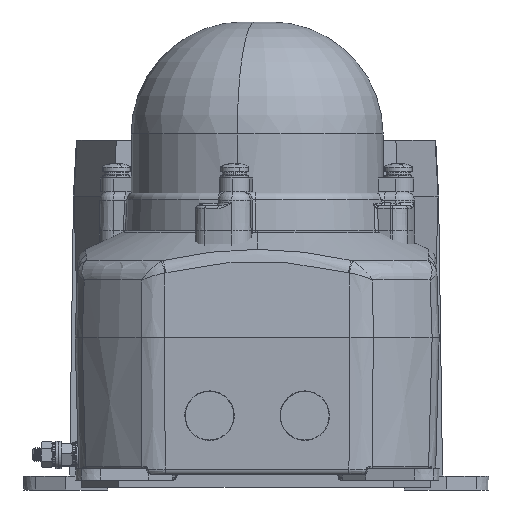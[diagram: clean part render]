
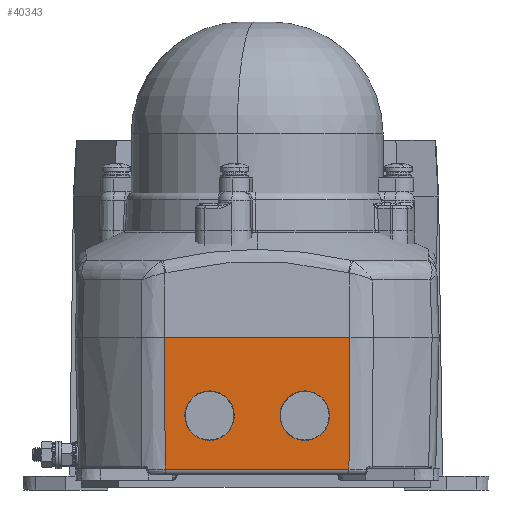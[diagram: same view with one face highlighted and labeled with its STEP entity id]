
A CAD part, front view. The second image highlights one B-rep face of the part: STEP entity #40343.
In plain terms, the highlighted planar face has unit normal (0, -1, -0.026).
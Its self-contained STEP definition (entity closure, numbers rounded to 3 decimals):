
#845 = DIRECTION ( 'NONE',  ( 0., 0.026, -1. ) ) ;
#1117 = B_SPLINE_CURVE_WITH_KNOTS ( 'NONE', 3,
 ( #67551, #17263, #39626, #62044 ),
 .UNSPECIFIED., .F., .F.,
 ( 4, 4 ),
 ( 0.002, 0.049 ),
 .UNSPECIFIED. ) ;
#1840 = CARTESIAN_POINT ( 'NONE',  ( 57.869, -41.983, -31.185 ) ) ;
#2972 = CARTESIAN_POINT ( 'NONE',  ( 23.869, -41.521, -48.833 ) ) ;
#4463 =( BOUNDED_CURVE ( )  B_SPLINE_CURVE ( 3, ( #11005, #33400, #55832, #5420 ),
 .UNSPECIFIED., .F., .F. ) 
 B_SPLINE_CURVE_WITH_KNOTS ( ( 4, 4 ),
 ( 3.142, 6.283 ),
 .UNSPECIFIED. ) 
 CURVE ( )  GEOMETRIC_REPRESENTATION_ITEM ( )  RATIONAL_B_SPLINE_CURVE ( ( 1., 0.333, 0.333, 1. ) ) 
 REPRESENTATION_ITEM ( '' )  );
#5194 = VERTEX_POINT ( 'NONE', #56755 ) ;
#5420 = CARTESIAN_POINT ( 'NONE',  ( 57.869, -41.983, -31.185 ) ) ;
#6567 = EDGE_CURVE ( 'NONE', #72401, #51892, #7230, .T. ) ;
#7230 = B_SPLINE_CURVE_WITH_KNOTS ( 'NONE', 3,
 ( #23381, #45760, #68161, #17875 ),
 .UNSPECIFIED., .F., .F.,
 ( 4, 4 ),
 ( 0., 0.047 ),
 .UNSPECIFIED. ) ;
#8545 = CARTESIAN_POINT ( 'NONE',  ( 23.869, -41.983, -31.185 ) ) ;
#11005 = CARTESIAN_POINT ( 'NONE',  ( 57.869, -41.521, -48.833 ) ) ;
#11549 = CARTESIAN_POINT ( 'NONE',  ( 73.663, -41.253, -59.07 ) ) ;
#11769 = ORIENTED_EDGE ( 'NONE', *, *, #56057, .F. ) ;
#11895 = DIRECTION ( 'NONE',  ( 1., 0., 0. ) ) ;
#12261 = CARTESIAN_POINT ( 'NONE',  ( 40.221, -41.983, -31.185 ) ) ;
#12515 = ORIENTED_EDGE ( 'NONE', *, *, #69741, .F. ) ;
#12769 = CARTESIAN_POINT ( 'NONE',  ( 8.074, -41.253, -59.07 ) ) ;
#15569 = CARTESIAN_POINT ( 'NONE',  ( 73.647, -41.253, -59.07 ) ) ;
#16318 = CARTESIAN_POINT ( 'NONE',  ( 41.516, -41.983, -31.185 ) ) ;
#17121 = FACE_OUTER_BOUND ( 'NONE', #25869, .T. ) ;
#17263 = CARTESIAN_POINT ( 'NONE',  ( 73.788, -41.664, -43.385 ) ) ;
#17875 = CARTESIAN_POINT ( 'NONE',  ( 8.074, -41.253, -59.07 ) ) ;
#20031 = EDGE_CURVE ( 'NONE', #51892, #66928, #65816, .T. ) ;
#20476 = ORIENTED_EDGE ( 'NONE', *, *, #64113, .F. ) ;
#21820 = ORIENTED_EDGE ( 'NONE', *, *, #20031, .T. ) ;
#23381 = CARTESIAN_POINT ( 'NONE',  ( 7.701, -42.485, -12.017 ) ) ;
#23416 = VECTOR ( 'NONE', #37931, 1000. ) ;
#25869 = EDGE_LOOP ( 'NONE', ( #40180, #21820, #56475, #20476 ) ) ;
#28739 = CARTESIAN_POINT ( 'NONE',  ( 57.869, -41.521, -48.833 ) ) ;
#28862 = CARTESIAN_POINT ( 'NONE',  ( 3.452, -42.485, -12.017 ) ) ;
#29134 = AXIS2_PLACEMENT_3D ( 'NONE', #28862, #51261, #845 ) ;
#29747 = ORIENTED_EDGE ( 'NONE', *, *, #57122, .F. ) ;
#30247 = EDGE_LOOP ( 'NONE', ( #29747, #40173 ) ) ;
#30545 = VERTEX_POINT ( 'NONE', #28739 ) ;
#30961 =( BOUNDED_CURVE ( )  B_SPLINE_CURVE ( 3, ( #44176, #66585, #16318, #38681 ),
 .UNSPECIFIED., .F., .F. ) 
 B_SPLINE_CURVE_WITH_KNOTS ( ( 4, 4 ),
 ( 3.142, 6.283 ),
 .UNSPECIFIED. ) 
 CURVE ( )  GEOMETRIC_REPRESENTATION_ITEM ( )  RATIONAL_B_SPLINE_CURVE ( ( 1., 0.333, 0.333, 1. ) ) 
 REPRESENTATION_ITEM ( '' )  );
#30995 = CARTESIAN_POINT ( 'NONE',  ( 6.221, -41.983, -31.185 ) ) ;
#33400 = CARTESIAN_POINT ( 'NONE',  ( 75.516, -41.521, -48.833 ) ) ;
#34652 = CARTESIAN_POINT ( 'NONE',  ( 40.221, -41.521, -48.833 ) ) ;
#37832 = CARTESIAN_POINT ( 'NONE',  ( 23.869, -41.983, -31.185 ) ) ;
#37931 = DIRECTION ( 'NONE',  ( 1., 0., 0. ) ) ;
#38681 = CARTESIAN_POINT ( 'NONE',  ( 23.869, -41.983, -31.185 ) ) ;
#39481 = PLANE ( 'NONE',  #29134 ) ;
#39626 = CARTESIAN_POINT ( 'NONE',  ( 73.913, -42.075, -27.701 ) ) ;
#39765 = LINE ( 'NONE', #62185, #46652 ) ;
#40173 = ORIENTED_EDGE ( 'NONE', *, *, #46163, .F. ) ;
#40180 = ORIENTED_EDGE ( 'NONE', *, *, #6567, .T. ) ;
#40343 = ADVANCED_FACE ( 'NONE', ( #45013, #67410, #17121 ), #39481, .T. ) ;
#40788 =( BOUNDED_CURVE ( )  B_SPLINE_CURVE ( 3, ( #62537, #12261, #34652, #57089 ),
 .UNSPECIFIED., .F., .F. ) 
 B_SPLINE_CURVE_WITH_KNOTS ( ( 4, 4 ),
 ( 0., 3.142 ),
 .UNSPECIFIED. ) 
 CURVE ( )  GEOMETRIC_REPRESENTATION_ITEM ( )  RATIONAL_B_SPLINE_CURVE ( ( 1., 0.333, 0.333, 1. ) ) 
 REPRESENTATION_ITEM ( '' )  );
#44176 = CARTESIAN_POINT ( 'NONE',  ( 23.869, -41.521, -48.833 ) ) ;
#45013 = FACE_BOUND ( 'NONE', #56128, .T. ) ;
#45760 = CARTESIAN_POINT ( 'NONE',  ( 7.825, -42.075, -27.701 ) ) ;
#46163 = EDGE_CURVE ( 'NONE', #30545, #58367, #4463, .T. ) ;
#46652 = VECTOR ( 'NONE', #11895, 1000. ) ;
#48447 = VERTEX_POINT ( 'NONE', #37832 ) ;
#48583 = EDGE_CURVE ( 'NONE', #66928, #5194, #1117, .T. ) ;
#48662 = CARTESIAN_POINT ( 'NONE',  ( 23.869, -41.521, -48.833 ) ) ;
#51261 = DIRECTION ( 'NONE',  ( 0., -1., -0.026 ) ) ;
#51892 = VERTEX_POINT ( 'NONE', #12769 ) ;
#53389 = CARTESIAN_POINT ( 'NONE',  ( 6.221, -41.521, -48.833 ) ) ;
#53717 = CARTESIAN_POINT ( 'NONE',  ( 7.701, -42.485, -12.017 ) ) ;
#55832 = CARTESIAN_POINT ( 'NONE',  ( 75.516, -41.983, -31.185 ) ) ;
#56057 = EDGE_CURVE ( 'NONE', #62331, #48447, #30961, .T. ) ;
#56128 = EDGE_LOOP ( 'NONE', ( #12515, #11769 ) ) ;
#56475 = ORIENTED_EDGE ( 'NONE', *, *, #48583, .T. ) ;
#56755 = CARTESIAN_POINT ( 'NONE',  ( 74.036, -42.485, -12.017 ) ) ;
#57089 = CARTESIAN_POINT ( 'NONE',  ( 57.869, -41.521, -48.833 ) ) ;
#57122 = EDGE_CURVE ( 'NONE', #58367, #30545, #40788, .T. ) ;
#58367 = VERTEX_POINT ( 'NONE', #1840 ) ;
#59242 =( BOUNDED_CURVE ( )  B_SPLINE_CURVE ( 3, ( #8545, #30995, #53389, #2972 ),
 .UNSPECIFIED., .F., .F. ) 
 B_SPLINE_CURVE_WITH_KNOTS ( ( 4, 4 ),
 ( 0., 3.142 ),
 .UNSPECIFIED. ) 
 CURVE ( )  GEOMETRIC_REPRESENTATION_ITEM ( )  RATIONAL_B_SPLINE_CURVE ( ( 1., 0.333, 0.333, 1. ) ) 
 REPRESENTATION_ITEM ( '' )  );
#62044 = CARTESIAN_POINT ( 'NONE',  ( 74.036, -42.485, -12.017 ) ) ;
#62185 = CARTESIAN_POINT ( 'NONE',  ( 3.452, -42.485, -12.017 ) ) ;
#62331 = VERTEX_POINT ( 'NONE', #48662 ) ;
#62537 = CARTESIAN_POINT ( 'NONE',  ( 57.869, -41.983, -31.185 ) ) ;
#64113 = EDGE_CURVE ( 'NONE', #72401, #5194, #39765, .T. ) ;
#65816 = LINE ( 'NONE', #15569, #23416 ) ;
#66585 = CARTESIAN_POINT ( 'NONE',  ( 41.516, -41.521, -48.833 ) ) ;
#66928 = VERTEX_POINT ( 'NONE', #11549 ) ;
#67410 = FACE_BOUND ( 'NONE', #30247, .T. ) ;
#67551 = CARTESIAN_POINT ( 'NONE',  ( 73.663, -41.253, -59.07 ) ) ;
#68161 = CARTESIAN_POINT ( 'NONE',  ( 7.949, -41.664, -43.385 ) ) ;
#69741 = EDGE_CURVE ( 'NONE', #48447, #62331, #59242, .T. ) ;
#72401 = VERTEX_POINT ( 'NONE', #53717 ) ;
